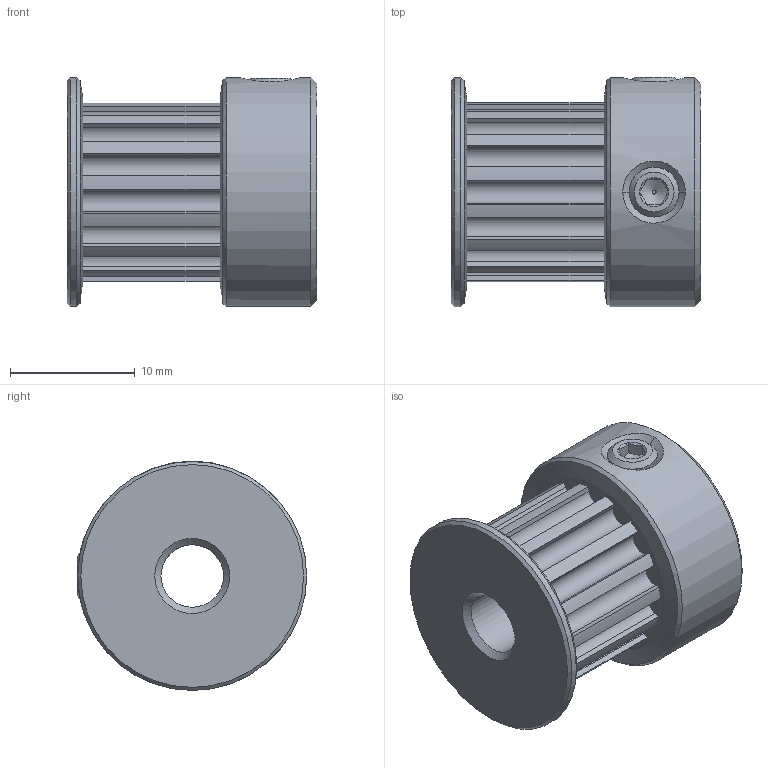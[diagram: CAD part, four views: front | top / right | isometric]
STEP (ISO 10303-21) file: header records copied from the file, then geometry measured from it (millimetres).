
FILE_DESCRIPTION(('FreeCAD Model'),'2;1');
FILE_NAME('Open CASCADE Shape Model','2024-11-09T20:13:23',(''),(''), 'Open CASCADE STEP processor 7.6','FreeCAD','Unknown');
FILE_SCHEMA(('CONFIG_CONTROL_DESIGN','SHAPE_APPEARANCE_LAYER_MIM'));
Length unit declared in the file: millimetre
Products named in the file (4): HTD_3M_15_Tooth_Pulley_5mm_Bore; M4x6-Screw; M4x6-Screw001; Chamfer001
Assembly tree (3 placements, depth 2):
  HTD_3M_15_Tooth_Pulley_5mm_Bore
    M4x6-Screw
    M4x6-Screw001
    Chamfer001
Bounding box: 20 x 18.36 x 18.32 mm (x, y, z)
Volume: 3351.1 mm3; surface area: 2573.8 mm2
Topology: 3 solids, 3 shells, 108 faces, 343 edges, 242 vertices
Faces by surface type: plane 52, cylinder 37, cone 14, bspline 5
Full cylindrical faces by diameter (mm): 4 x4, 5 x1, 18.324 x2
Entity records: 12046 total; most frequent: CARTESIAN_POINT 4651, DIRECTION 1251, ORIENTED_EDGE 686, PCURVE 686, DEFINITIONAL_REPRESENTATION 686, LINE 569, VECTOR 569, EDGE_CURVE 343
